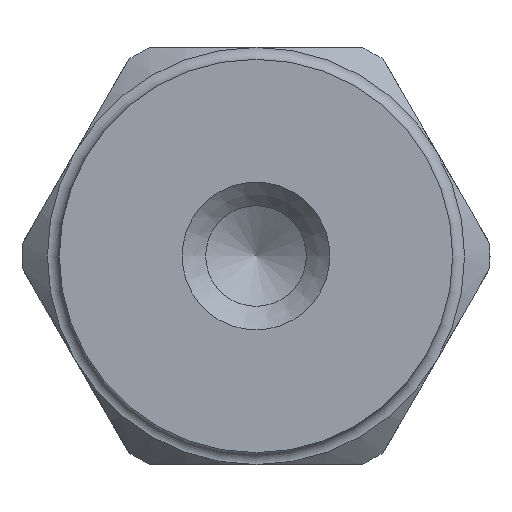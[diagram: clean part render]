
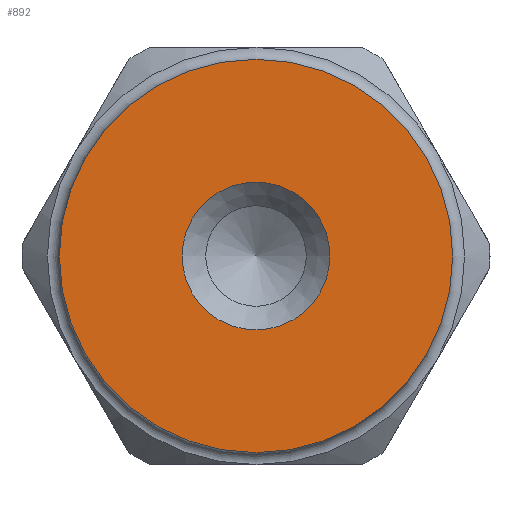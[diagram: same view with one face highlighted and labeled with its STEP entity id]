
A CAD part, front view. The second image highlights one B-rep face of the part: STEP entity #892.
In plain terms, the highlighted planar face has unit normal (0, -1, 0).
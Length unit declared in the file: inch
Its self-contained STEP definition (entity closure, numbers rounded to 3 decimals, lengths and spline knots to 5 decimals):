
#76=PLANE('',#1004);
#95=FACE_BOUND('',#224,.T.);
#150=FACE_OUTER_BOUND('',#223,.T.);
#223=EDGE_LOOP('',(#770));
#224=EDGE_LOOP('',(#771));
#339=CIRCLE('',#958,0.155);
#361=CIRCLE('',#1002,0.4125);
#404=VERTEX_POINT('',#1391);
#438=VERTEX_POINT('',#1535);
#497=EDGE_CURVE('',#404,#404,#339,.T.);
#549=EDGE_CURVE('',#438,#438,#361,.T.);
#770=ORIENTED_EDGE('',*,*,#549,.T.);
#771=ORIENTED_EDGE('',*,*,#497,.T.);
#892=ADVANCED_FACE('',(#150,#95),#76,.F.);
#958=AXIS2_PLACEMENT_3D('',#1392,#1153,#1154);
#1002=AXIS2_PLACEMENT_3D('',#1536,#1253,#1254);
#1004=AXIS2_PLACEMENT_3D('',#1538,#1257,#1258);
#1153=DIRECTION('center_axis',(0.,1.,0.));
#1154=DIRECTION('ref_axis',(1.,0.,0.));
#1253=DIRECTION('center_axis',(0.,-1.,0.));
#1254=DIRECTION('ref_axis',(1.,0.,0.));
#1257=DIRECTION('center_axis',(0.,1.,0.));
#1258=DIRECTION('ref_axis',(0.,0.,1.));
#1391=CARTESIAN_POINT('',(0.155,-0.9,0.));
#1392=CARTESIAN_POINT('Origin',(0.,-0.9,0.));
#1535=CARTESIAN_POINT('',(0.4125,-0.9,0.));
#1536=CARTESIAN_POINT('Origin',(0.,-0.9,0.));
#1538=CARTESIAN_POINT('Origin',(0.,-0.9,0.));
